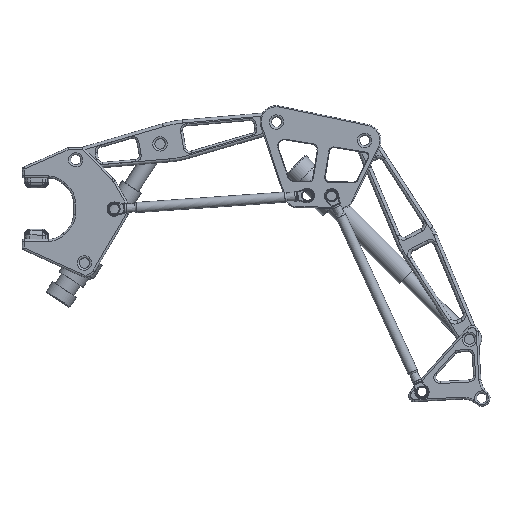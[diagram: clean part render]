
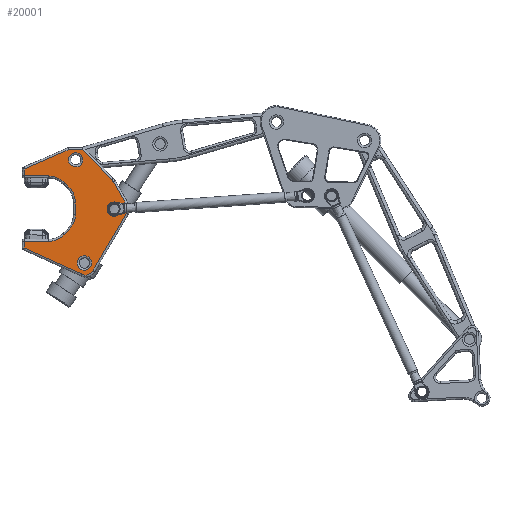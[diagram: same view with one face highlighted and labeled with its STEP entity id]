
A CAD part, front view. The second image highlights one B-rep face of the part: STEP entity #20001.
In plain terms, the highlighted planar face has unit normal (0, -1, 0).
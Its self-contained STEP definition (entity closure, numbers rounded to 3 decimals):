
#526=FACE_BOUND('',#5581,.T.);
#527=FACE_BOUND('',#5582,.T.);
#528=FACE_BOUND('',#5583,.T.);
#697=PLANE('',#22327);
#1784=LINE('',#33800,#2738);
#1788=LINE('',#33832,#2742);
#1797=LINE('',#33865,#2751);
#1802=LINE('',#33907,#2756);
#1804=LINE('',#33920,#2758);
#1806=LINE('',#33932,#2760);
#1807=LINE('',#33940,#2761);
#1814=LINE('',#33975,#2768);
#1817=LINE('',#33987,#2771);
#1819=LINE('',#33999,#2773);
#1822=LINE('',#34003,#2776);
#1832=LINE('',#34020,#2786);
#1850=LINE('',#34088,#2804);
#2738=VECTOR('',#26947,10.);
#2742=VECTOR('',#26985,10.);
#2751=VECTOR('',#27024,10.);
#2756=VECTOR('',#27073,10.);
#2758=VECTOR('',#27089,10.);
#2760=VECTOR('',#27103,10.);
#2761=VECTOR('',#27114,10.);
#2768=VECTOR('',#27155,10.);
#2771=VECTOR('',#27170,10.);
#2773=VECTOR('',#27184,10.);
#2776=VECTOR('',#27189,10.);
#2786=VECTOR('',#27211,10.);
#2804=VECTOR('',#27295,10.);
#4231=FACE_OUTER_BOUND('',#5580,.T.);
#5580=EDGE_LOOP('',(#15885,#15886,#15887,#15888,#15889,#15890,#15891,#15892,
#15893,#15894,#15895,#15896,#15897,#15898,#15899,#15900,#15901,#15902,#15903,
#15904));
#5581=EDGE_LOOP('',(#15905));
#5582=EDGE_LOOP('',(#15906));
#5583=EDGE_LOOP('',(#15907));
#7097=CIRCLE('',#22177,110.);
#7117=CIRCLE('',#22212,110.);
#7125=CIRCLE('',#22223,40.);
#7129=CIRCLE('',#22229,40.);
#7133=CIRCLE('',#22235,40.);
#7141=CIRCLE('',#22249,110.);
#7150=CIRCLE('',#22263,110.);
#7174=CIRCLE('',#22328,35.);
#7175=CIRCLE('',#22329,35.);
#7176=CIRCLE('',#22330,35.);
#8830=VERTEX_POINT('',#33793);
#8831=VERTEX_POINT('',#33797);
#8832=VERTEX_POINT('',#33799);
#8840=VERTEX_POINT('',#33822);
#8841=VERTEX_POINT('',#33823);
#8852=VERTEX_POINT('',#33864);
#8862=VERTEX_POINT('',#33893);
#8863=VERTEX_POINT('',#33895);
#8866=VERTEX_POINT('',#33902);
#8867=VERTEX_POINT('',#33906);
#8868=VERTEX_POINT('',#33910);
#8870=VERTEX_POINT('',#33916);
#8872=VERTEX_POINT('',#33922);
#8874=VERTEX_POINT('',#33928);
#8876=VERTEX_POINT('',#33934);
#8885=VERTEX_POINT('',#33965);
#8886=VERTEX_POINT('',#33966);
#8891=VERTEX_POINT('',#33983);
#8894=VERTEX_POINT('',#33993);
#8895=VERTEX_POINT('',#33995);
#8919=VERTEX_POINT('',#34126);
#8920=VERTEX_POINT('',#34128);
#8921=VERTEX_POINT('',#34130);
#11199=EDGE_CURVE('',#8831,#8832,#1784,.T.);
#11210=EDGE_CURVE('',#8840,#8841,#7097,.T.);
#11215=EDGE_CURVE('',#8841,#8830,#1788,.T.);
#11232=EDGE_CURVE('',#8832,#8852,#1797,.T.);
#11247=EDGE_CURVE('',#8862,#8863,#7117,.T.);
#11252=EDGE_CURVE('',#8852,#8867,#1802,.T.);
#11256=EDGE_CURVE('',#8867,#8868,#7125,.T.);
#11259=EDGE_CURVE('',#8868,#8870,#1804,.T.);
#11262=EDGE_CURVE('',#8870,#8872,#7129,.T.);
#11265=EDGE_CURVE('',#8872,#8874,#1806,.T.);
#11268=EDGE_CURVE('',#8874,#8876,#7133,.T.);
#11269=EDGE_CURVE('',#8876,#8866,#1807,.T.);
#11282=EDGE_CURVE('',#8885,#8886,#7141,.T.);
#11287=EDGE_CURVE('',#8886,#8862,#1814,.T.);
#11293=EDGE_CURVE('',#8866,#8891,#1817,.T.);
#11297=EDGE_CURVE('',#8894,#8895,#7150,.T.);
#11299=EDGE_CURVE('',#8891,#8894,#1819,.T.);
#11302=EDGE_CURVE('',#8895,#8885,#1822,.T.);
#11313=EDGE_CURVE('',#8863,#8840,#1832,.T.);
#11350=EDGE_CURVE('',#8830,#8831,#1850,.T.);
#11366=EDGE_CURVE('',#8919,#8919,#7174,.T.);
#11367=EDGE_CURVE('',#8920,#8920,#7175,.T.);
#11368=EDGE_CURVE('',#8921,#8921,#7176,.T.);
#15885=ORIENTED_EDGE('',*,*,#11297,.F.);
#15886=ORIENTED_EDGE('',*,*,#11299,.F.);
#15887=ORIENTED_EDGE('',*,*,#11293,.F.);
#15888=ORIENTED_EDGE('',*,*,#11269,.F.);
#15889=ORIENTED_EDGE('',*,*,#11268,.F.);
#15890=ORIENTED_EDGE('',*,*,#11265,.F.);
#15891=ORIENTED_EDGE('',*,*,#11262,.F.);
#15892=ORIENTED_EDGE('',*,*,#11259,.F.);
#15893=ORIENTED_EDGE('',*,*,#11256,.F.);
#15894=ORIENTED_EDGE('',*,*,#11252,.F.);
#15895=ORIENTED_EDGE('',*,*,#11232,.F.);
#15896=ORIENTED_EDGE('',*,*,#11199,.F.);
#15897=ORIENTED_EDGE('',*,*,#11350,.F.);
#15898=ORIENTED_EDGE('',*,*,#11215,.F.);
#15899=ORIENTED_EDGE('',*,*,#11210,.F.);
#15900=ORIENTED_EDGE('',*,*,#11313,.F.);
#15901=ORIENTED_EDGE('',*,*,#11247,.F.);
#15902=ORIENTED_EDGE('',*,*,#11287,.F.);
#15903=ORIENTED_EDGE('',*,*,#11282,.F.);
#15904=ORIENTED_EDGE('',*,*,#11302,.F.);
#15905=ORIENTED_EDGE('',*,*,#11366,.F.);
#15906=ORIENTED_EDGE('',*,*,#11367,.F.);
#15907=ORIENTED_EDGE('',*,*,#11368,.F.);
#20001=ADVANCED_FACE('',(#4231,#526,#527,#528),#697,.F.);
#22177=AXIS2_PLACEMENT_3D('',#33824,#26974,#26975);
#22212=AXIS2_PLACEMENT_3D('',#33896,#27059,#27060);
#22223=AXIS2_PLACEMENT_3D('',#33914,#27082,#27083);
#22229=AXIS2_PLACEMENT_3D('',#33926,#27096,#27097);
#22235=AXIS2_PLACEMENT_3D('',#33938,#27110,#27111);
#22249=AXIS2_PLACEMENT_3D('',#33967,#27144,#27145);
#22263=AXIS2_PLACEMENT_3D('',#33996,#27178,#27179);
#22327=AXIS2_PLACEMENT_3D('',#34125,#27348,#27349);
#22328=AXIS2_PLACEMENT_3D('',#34127,#27350,#27351);
#22329=AXIS2_PLACEMENT_3D('',#34129,#27352,#27353);
#22330=AXIS2_PLACEMENT_3D('',#34131,#27354,#27355);
#26947=DIRECTION('',(0.914,0.,0.406));
#26974=DIRECTION('center_axis',(0.,-1.,0.));
#26975=DIRECTION('ref_axis',(0.383,0.,0.924));
#26985=DIRECTION('',(-1.,0.,0.));
#27024=DIRECTION('',(1.,0.,0.));
#27059=DIRECTION('center_axis',(0.,-1.,0.));
#27060=DIRECTION('ref_axis',(0.924,0.,0.383));
#27073=DIRECTION('',(0.707,0.,-0.707));
#27082=DIRECTION('center_axis',(0.,1.,0.));
#27083=DIRECTION('ref_axis',(0.793,0.,0.609));
#27089=DIRECTION('',(0.5,0.,-0.866));
#27096=DIRECTION('center_axis',(0.,1.,0.));
#27097=DIRECTION('ref_axis',(1.,0.,0.));
#27103=DIRECTION('',(-0.5,0.,-0.866));
#27110=DIRECTION('center_axis',(0.,1.,0.));
#27111=DIRECTION('ref_axis',(0.309,0.,-0.951));
#27114=DIRECTION('',(-0.914,0.,0.406));
#27144=DIRECTION('center_axis',(0.,-1.,0.));
#27145=DIRECTION('ref_axis',(0.924,0.,-0.383));
#27155=DIRECTION('',(0.,0.,1.));
#27170=DIRECTION('',(0.,0.,1.));
#27178=DIRECTION('center_axis',(0.,-1.,0.));
#27179=DIRECTION('ref_axis',(0.383,0.,-0.924));
#27184=DIRECTION('',(1.,0.,0.));
#27189=DIRECTION('',(0.707,0.,0.707));
#27211=DIRECTION('',(-0.707,0.,0.707));
#27295=DIRECTION('',(0.,0.,1.));
#27348=DIRECTION('center_axis',(0.,1.,0.));
#27349=DIRECTION('ref_axis',(1.,0.,0.));
#27350=DIRECTION('center_axis',(0.,-1.,0.));
#27351=DIRECTION('ref_axis',(1.,0.,0.));
#27352=DIRECTION('center_axis',(0.,-1.,0.));
#27353=DIRECTION('ref_axis',(1.,0.,0.));
#27354=DIRECTION('center_axis',(0.,-1.,0.));
#27355=DIRECTION('ref_axis',(1.,0.,0.));
#33793=CARTESIAN_POINT('',(-240.,0.,160.));
#33797=CARTESIAN_POINT('',(-240.,0.,193.501));
#33799=CARTESIAN_POINT('',(-22.878,0.,290.));
#33800=CARTESIAN_POINT('',(-173.429,0.,223.088));
#33822=CARTESIAN_POINT('',(-43.64,0.,127.782));
#33823=CARTESIAN_POINT('',(-121.421,0.,160.));
#33824=CARTESIAN_POINT('Origin',(-121.421,0.,50.));
#33832=CARTESIAN_POINT('',(6.495,0.,160.));
#33864=CARTESIAN_POINT('',(40.858,0.,290.));
#33865=CARTESIAN_POINT('',(-6.005,0.,290.));
#33893=CARTESIAN_POINT('',(10.,0.,28.579));
#33895=CARTESIAN_POINT('',(-22.218,0.,106.36));
#33896=CARTESIAN_POINT('Origin',(-100.,0.,28.579));
#33902=CARTESIAN_POINT('',(-240.,0.,-193.501));
#33906=CARTESIAN_POINT('',(188.274,0.,142.584));
#33907=CARTESIAN_POINT('',(109.172,0.,221.686));
#33910=CARTESIAN_POINT('',(194.631,0.,134.299));
#33914=CARTESIAN_POINT('Origin',(159.99,0.,114.299));
#33916=CARTESIAN_POINT('',(260.622,0.,20.));
#33920=CARTESIAN_POINT('',(204.679,0.,116.895));
#33922=CARTESIAN_POINT('',(260.622,0.,-20.));
#33926=CARTESIAN_POINT('Origin',(225.981,0.,0.));
#33928=CARTESIAN_POINT('',(96.674,0.,-303.966));
#33932=CARTESIAN_POINT('',(230.321,0.,-72.482));
#33934=CARTESIAN_POINT('',(45.788,0.,-320.518));
#33938=CARTESIAN_POINT('Origin',(62.033,0.,-283.966));
#33940=CARTESIAN_POINT('',(-24.232,0.,-289.398));
#33965=CARTESIAN_POINT('',(-22.218,0.,-106.36));
#33966=CARTESIAN_POINT('',(10.,0.,-28.579));
#33967=CARTESIAN_POINT('Origin',(-100.,0.,-28.579));
#33975=CARTESIAN_POINT('',(10.,0.,-83.491));
#33983=CARTESIAN_POINT('',(-240.,0.,-160.));
#33987=CARTESIAN_POINT('',(-240.,0.,-108.491));
#33993=CARTESIAN_POINT('',(-121.421,0.,-160.));
#33995=CARTESIAN_POINT('',(-43.64,0.,-127.782));
#33996=CARTESIAN_POINT('Origin',(-121.421,0.,-50.));
#33999=CARTESIAN_POINT('',(-118.505,0.,-160.));
#34003=CARTESIAN_POINT('',(-16.427,0.,-100.569));
#34020=CARTESIAN_POINT('',(32.064,0.,52.078));
#34088=CARTESIAN_POINT('',(-240.,0.,66.509));
#34125=CARTESIAN_POINT('Origin',(12.99,0.,-16.983));
#34126=CARTESIAN_POINT('',(10.,0.,275.));
#34127=CARTESIAN_POINT('Origin',(10.,0.,240.));
#34128=CARTESIAN_POINT('',(55.868,0.,-229.939));
#34129=CARTESIAN_POINT('Origin',(55.868,0.,-264.939));
#34130=CARTESIAN_POINT('',(200.,0.,35.));
#34131=CARTESIAN_POINT('Origin',(200.,0.,0.));
